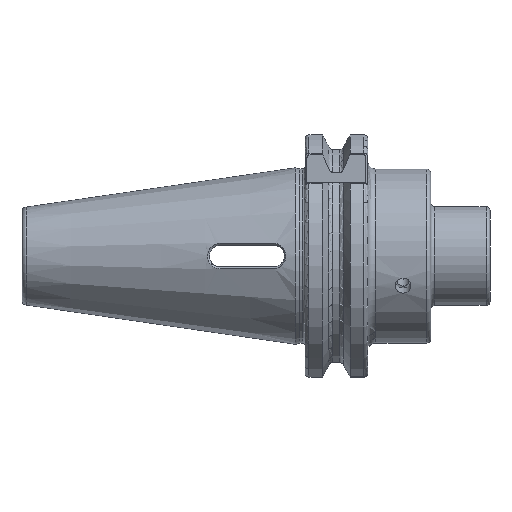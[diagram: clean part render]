
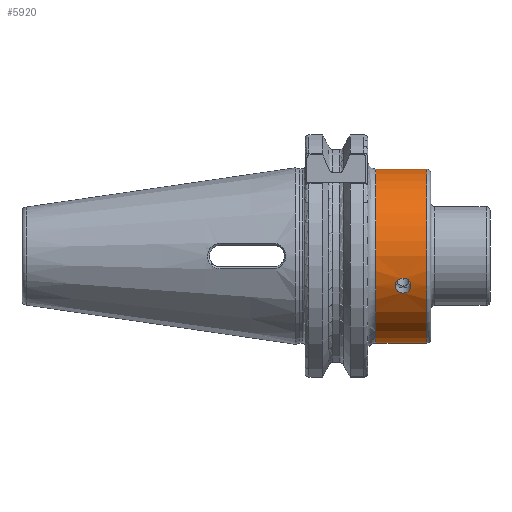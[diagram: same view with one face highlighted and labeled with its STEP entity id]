
A CAD part, front view. The second image highlights one B-rep face of the part: STEP entity #5920.
In plain terms, the highlighted cylindrical face has radius 22 mm (diameter 44 mm), a partial arc.
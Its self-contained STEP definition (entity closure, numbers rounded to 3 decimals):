
#22 = ORIENTED_EDGE ( 'NONE', *, *, #10032, .T. ) ;
#25 = ORIENTED_EDGE ( 'NONE', *, *, #7723, .T. ) ;
#32 = ORIENTED_EDGE ( 'NONE', *, *, #10045, .F. ) ;
#39 = ORIENTED_EDGE ( 'NONE', *, *, #7631, .F. ) ;
#48 = ORIENTED_EDGE ( 'NONE', *, *, #7797, .F. ) ;
#49 = ORIENTED_EDGE ( 'NONE', *, *, #9959, .F. ) ;
#1113 = CARTESIAN_POINT ( 'NONE',  ( 24.932, -19.904, -9.373 ) ) ;
#1115 = CARTESIAN_POINT ( 'NONE',  ( 24.8, -19.904, -9.373 ) ) ;
#1118 = DIRECTION ( 'NONE',  ( 0., 0., 1. ) ) ;
#1127 = CARTESIAN_POINT ( 'NONE',  ( 30.8, 0., 0. ) ) ;
#1131 = DIRECTION ( 'NONE',  ( -1., 0., 0. ) ) ;
#1153 = CARTESIAN_POINT ( 'NONE',  ( 26.8, -20.584, -7.77 ) ) ;
#1155 = CARTESIAN_POINT ( 'NONE',  ( 26.122, -20.11, -8.922 ) ) ;
#1161 = CARTESIAN_POINT ( 'NONE',  ( 25.804, -21.202, -5.871 ) ) ;
#1162 = CARTESIAN_POINT ( 'NONE',  ( 25.063, -21.268, -5.627 ) ) ;
#1163 = CARTESIAN_POINT ( 'NONE',  ( 25.318, -19.931, -9.315 ) ) ;
#1164 = CARTESIAN_POINT ( 'NONE',  ( 26.02, -21.163, -6.011 ) ) ;
#1165 = CARTESIAN_POINT ( 'NONE',  ( 26.019, -20.075, -8.999 ) ) ;
#1166 = CARTESIAN_POINT ( 'NONE',  ( 26.8, -20.718, -7.402 ) ) ;
#1167 = CARTESIAN_POINT ( 'NONE',  ( 26.747, -20.489, -8.016 ) ) ;
#1168 = CARTESIAN_POINT ( 'NONE',  ( 26.121, -21.14, -6.09 ) ) ;
#1169 = CARTESIAN_POINT ( 'NONE',  ( 26.787, -20.762, -7.277 ) ) ;
#1170 = CARTESIAN_POINT ( 'NONE',  ( 25.687, -19.99, -9.188 ) ) ;
#1171 = CARTESIAN_POINT ( 'NONE',  ( 26.736, -20.845, -7.035 ) ) ;
#1172 = CARTESIAN_POINT ( 'NONE',  ( 26.698, -20.885, -6.916 ) ) ;
#1173 = CARTESIAN_POINT ( 'NONE',  ( 25.687, -21.219, -5.81 ) ) ;
#1175 = CARTESIAN_POINT ( 'NONE',  ( 25.445, -19.947, -9.28 ) ) ;
#1176 = CARTESIAN_POINT ( 'NONE',  ( 26.598, -20.96, -6.686 ) ) ;
#1177 = CARTESIAN_POINT ( 'NONE',  ( 26.535, -20.995, -6.574 ) ) ;
#1178 = CARTESIAN_POINT ( 'NONE',  ( 24.931, -21.272, -5.614 ) ) ;
#1182 = CARTESIAN_POINT ( 'NONE',  ( 26.39, -21.059, -6.367 ) ) ;
#1187 = CARTESIAN_POINT ( 'NONE',  ( 25.444, -21.245, -5.713 ) ) ;
#1192 = CARTESIAN_POINT ( 'NONE',  ( 26.399, -20.221, -8.668 ) ) ;
#1193 = CARTESIAN_POINT ( 'NONE',  ( 26.548, -20.309, -8.463 ) ) ;
#1195 = CARTESIAN_POINT ( 'NONE',  ( 25.062, -19.909, -9.361 ) ) ;
#1196 = CARTESIAN_POINT ( 'NONE',  ( 24.8, -21.272, -5.614 ) ) ;
#1199 = CARTESIAN_POINT ( 'NONE',  ( 25.32, -21.255, -5.676 ) ) ;
#1201 = CARTESIAN_POINT ( 'NONE',  ( 25.802, -20.015, -9.132 ) ) ;
#1202 = CARTESIAN_POINT ( 'NONE',  ( 26.308, -21.088, -6.27 ) ) ;
#2142 = LINE ( 'NONE', #15124, #2143 ) ;
#2143 = VECTOR ( 'NONE', #15122, 1000. ) ;
#2563 = VERTEX_POINT ( 'NONE', #6526 ) ;
#2572 = VERTEX_POINT ( 'NONE', #6501 ) ;
#2611 = VERTEX_POINT ( 'NONE', #6511 ) ;
#2628 = VERTEX_POINT ( 'NONE', #6490 ) ;
#2632 = VERTEX_POINT ( 'NONE', #6564 ) ;
#2648 = VERTEX_POINT ( 'NONE', #6560 ) ;
#2685 = CYLINDRICAL_SURFACE ( 'NONE', #7804, 22. ) ;
#2697 = FACE_OUTER_BOUND ( 'NONE', #10955, .T. ) ;
#2714 = FACE_BOUND ( 'NONE', #10980, .T. ) ;
#3127 = VECTOR ( 'NONE', #14305, 1000. ) ;
#3147 = LINE ( 'NONE', #14325, #3127 ) ;
#3774 = B_SPLINE_CURVE_WITH_KNOTS ( 'NONE', 3,
 ( #14365, #14368, #14360, #14378, #14399, #14362, #14354, #14383, #14376, #14366, #14349, #14394, #14382, #14369, #14379, #14388, #14361, #14390, #14370, #14395, #14380, #14373, #14400, #14374, #14356, #14401 ),
 .UNSPECIFIED., .F., .F.,
 ( 4, 2, 2, 2, 2, 2, 2, 2, 2, 2, 2, 2, 4 ),
 ( 0.006, 0.007, 0.008, 0.008, 0.009, 0.009, 0.009, 0.01, 0.01, 0.011, 0.011, 0.012, 0.013 ),
 .UNSPECIFIED. ) ;
#3863 = B_SPLINE_CURVE_WITH_KNOTS ( 'NONE', 3,
 ( #1115, #1113, #1195, #1163, #1175, #1170, #1201, #1165, #1155, #1192, #1193, #1167, #1153, #1166, #1169, #1171, #1172, #1176, #1177, #1182, #1202, #1168, #1164, #1161, #1173, #1187, #1199, #1162, #1178, #1196 ),
 .UNSPECIFIED., .F., .F.,
 ( 4, 2, 2, 2, 2, 2, 2, 2, 2, 2, 2, 2, 2, 2, 4 ),
 ( 0., 0., 0.001, 0.001, 0.002, 0.002, 0.003, 0.004, 0.004, 0.004, 0.005, 0.005, 0.005, 0.006, 0.006 ),
 .UNSPECIFIED. ) ;
#5920 = ADVANCED_FACE ( 'NONE', ( #2697, #2714 ), #2685, .T. ) ;
#6490 = CARTESIAN_POINT ( 'NONE',  ( 30.8, 0., 22. ) ) ;
#6501 = CARTESIAN_POINT ( 'NONE',  ( 24.8, -21.272, -5.614 ) ) ;
#6511 = CARTESIAN_POINT ( 'NONE',  ( 17.9, 0., 22. ) ) ;
#6526 = CARTESIAN_POINT ( 'NONE',  ( 24.8, -19.904, -9.373 ) ) ;
#6560 = CARTESIAN_POINT ( 'NONE',  ( 17.9, 0., -22. ) ) ;
#6564 = CARTESIAN_POINT ( 'NONE',  ( 30.8, 0., -22. ) ) ;
#6622 = CARTESIAN_POINT ( 'NONE',  ( -85.849, 0., 0. ) ) ;
#6623 = DIRECTION ( 'NONE',  ( 0., 0., 1. ) ) ;
#6638 = DIRECTION ( 'NONE',  ( -1., 0., 0. ) ) ;
#7631 = EDGE_CURVE ( 'NONE', #2632, #2648, #3147, .T. ) ;
#7723 = EDGE_CURVE ( 'NONE', #2628, #2611, #2142, .T. ) ;
#7797 = EDGE_CURVE ( 'NONE', #2572, #2563, #3774, .T. ) ;
#7804 = AXIS2_PLACEMENT_3D ( 'NONE', #6622, #6638, #6623 ) ;
#9502 = AXIS2_PLACEMENT_3D ( 'NONE', #12583, #12582, #12605 ) ;
#9560 = AXIS2_PLACEMENT_3D ( 'NONE', #1127, #1131, #1118 ) ;
#9959 = EDGE_CURVE ( 'NONE', #2648, #2611, #13165, .T. ) ;
#10032 = EDGE_CURVE ( 'NONE', #2632, #2628, #12794, .T. ) ;
#10045 = EDGE_CURVE ( 'NONE', #2563, #2572, #3863, .T. ) ;
#10955 = EDGE_LOOP ( 'NONE', ( #39, #22, #25, #49 ) ) ;
#10980 = EDGE_LOOP ( 'NONE', ( #32, #48 ) ) ;
#12582 = DIRECTION ( 'NONE',  ( -1., 0., 0. ) ) ;
#12583 = CARTESIAN_POINT ( 'NONE',  ( 17.9, 0., 0. ) ) ;
#12605 = DIRECTION ( 'NONE',  ( 0., 0., 1. ) ) ;
#12794 = CIRCLE ( 'NONE', #9560, 22. ) ;
#13165 = CIRCLE ( 'NONE', #9502, 22. ) ;
#14305 = DIRECTION ( 'NONE',  ( -1., 0., 0. ) ) ;
#14325 = CARTESIAN_POINT ( 'NONE',  ( -85.849, 0., -22. ) ) ;
#14349 = CARTESIAN_POINT ( 'NONE',  ( 22.864, -20.845, -7.035 ) ) ;
#14354 = CARTESIAN_POINT ( 'NONE',  ( 23.21, -21.059, -6.366 ) ) ;
#14356 = CARTESIAN_POINT ( 'NONE',  ( 24.536, -19.904, -9.373 ) ) ;
#14360 = CARTESIAN_POINT ( 'NONE',  ( 24.276, -21.258, -5.665 ) ) ;
#14361 = CARTESIAN_POINT ( 'NONE',  ( 22.902, -20.445, -8.126 ) ) ;
#14362 = CARTESIAN_POINT ( 'NONE',  ( 23.295, -21.089, -6.268 ) ) ;
#14365 = CARTESIAN_POINT ( 'NONE',  ( 24.8, -21.272, -5.614 ) ) ;
#14366 = CARTESIAN_POINT ( 'NONE',  ( 22.903, -20.886, -6.914 ) ) ;
#14368 = CARTESIAN_POINT ( 'NONE',  ( 24.539, -21.272, -5.614 ) ) ;
#14369 = CARTESIAN_POINT ( 'NONE',  ( 22.8, -20.629, -7.647 ) ) ;
#14370 = CARTESIAN_POINT ( 'NONE',  ( 23.063, -20.31, -8.457 ) ) ;
#14373 = CARTESIAN_POINT ( 'NONE',  ( 23.569, -20.073, -9.006 ) ) ;
#14374 = CARTESIAN_POINT ( 'NONE',  ( 24.273, -19.927, -9.324 ) ) ;
#14376 = CARTESIAN_POINT ( 'NONE',  ( 23.003, -20.96, -6.684 ) ) ;
#14378 = CARTESIAN_POINT ( 'NONE',  ( 23.794, -21.206, -5.858 ) ) ;
#14379 = CARTESIAN_POINT ( 'NONE',  ( 22.813, -20.583, -7.769 ) ) ;
#14380 = CARTESIAN_POINT ( 'NONE',  ( 23.293, -20.184, -8.752 ) ) ;
#14382 = CARTESIAN_POINT ( 'NONE',  ( 22.8, -20.719, -7.399 ) ) ;
#14383 = CARTESIAN_POINT ( 'NONE',  ( 23.065, -20.995, -6.574 ) ) ;
#14388 = CARTESIAN_POINT ( 'NONE',  ( 22.863, -20.491, -8.008 ) ) ;
#14390 = CARTESIAN_POINT ( 'NONE',  ( 23.002, -20.354, -8.351 ) ) ;
#14394 = CARTESIAN_POINT ( 'NONE',  ( 22.813, -20.762, -7.276 ) ) ;
#14395 = CARTESIAN_POINT ( 'NONE',  ( 23.208, -20.225, -8.658 ) ) ;
#14399 = CARTESIAN_POINT ( 'NONE',  ( 23.571, -21.166, -6.002 ) ) ;
#14400 = CARTESIAN_POINT ( 'NONE',  ( 23.792, -20.011, -9.142 ) ) ;
#14401 = CARTESIAN_POINT ( 'NONE',  ( 24.8, -19.904, -9.373 ) ) ;
#15122 = DIRECTION ( 'NONE',  ( -1., 0., 0. ) ) ;
#15124 = CARTESIAN_POINT ( 'NONE',  ( -85.849, 0., 22. ) ) ;
